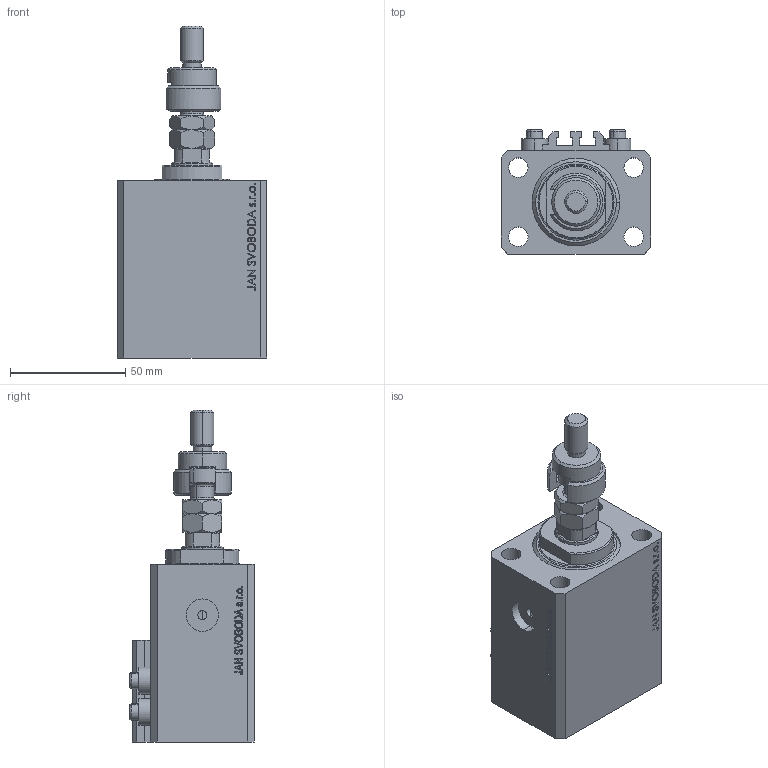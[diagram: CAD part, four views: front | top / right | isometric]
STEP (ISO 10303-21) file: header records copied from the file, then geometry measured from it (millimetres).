
FILE_DESCRIPTION (( 'STEP AP203' ), '1' );
FILE_NAME ('fd14.STEP', '2021-04-19T10:56:32', ( '' ), ( '' ), 'SwSTEP 2.0', 'SolidWorks 2019', '' );
FILE_SCHEMA (( 'CONFIG_CONTROL_DESIGN' ));
Length unit declared in the file: millimetre
Products named in the file (8): DFA 5ae67d188b843b29dc9dd49f6ae3f408; V250CE_C 5ae67d188b843b29dc9dd49f6ae3f408; V250CE_VC_C 5ae67d188b843b29dc9dd49f6ae3f408; ALLEN BOLT V250CE 5ae67d188b843b29dc9dd49f6ae3f408; V250CE_C_VCP 5ae67d188b843b29dc9dd49f6ae3f408; FEMALE_PART_FOR_DFA 5ae67d188b843b29dc9dd49f6ae3f408; fd14; MFA 5ae67d188b843b29dc9dd49f6ae3f408
Assembly tree (10 placements, depth 3):
  fd14
    V250CE_C 5ae67d188b843b29dc9dd49f6ae3f408
    ALLEN BOLT V250CE 5ae67d188b843b29dc9dd49f6ae3f408  x4
    V250CE_C_VCP 5ae67d188b843b29dc9dd49f6ae3f408
    V250CE_VC_C 5ae67d188b843b29dc9dd49f6ae3f408
    DFA 5ae67d188b843b29dc9dd49f6ae3f408
      FEMALE_PART_FOR_DFA 5ae67d188b843b29dc9dd49f6ae3f408
      MFA 5ae67d188b843b29dc9dd49f6ae3f408
Bounding box: 65 x 54 x 143.9 mm (x, y, z)
Volume: 223351.7 mm3; surface area: 65200 mm2
Topology: 10 solids, 10 shells, 1127 faces, 2802 edges, 1815 vertices
Faces by surface type: plane 532, bspline 374, cylinder 105, cone 98, torus 18
Entity records: 50273 total; most frequent: CARTESIAN_POINT 26645, ORIENTED_EDGE 5294, DIRECTION 3445, EDGE_CURVE 2647, VERTEX_POINT 1731, LINE 1551, VECTOR 1551, EDGE_LOOP 1180
